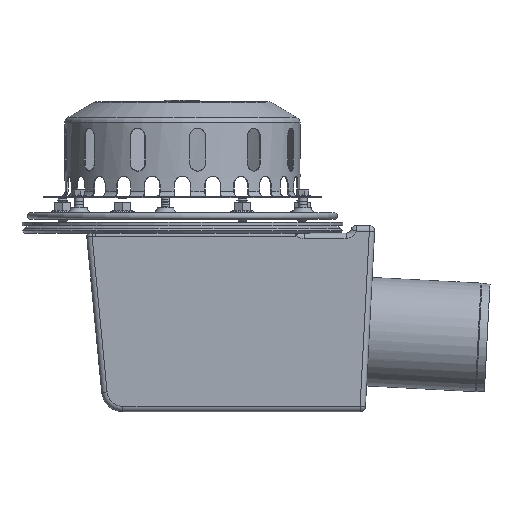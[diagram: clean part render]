
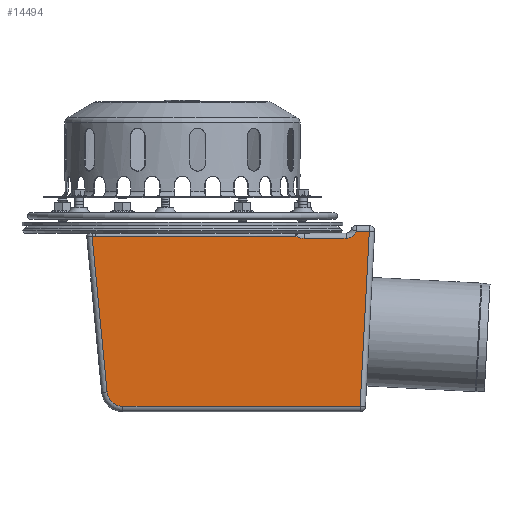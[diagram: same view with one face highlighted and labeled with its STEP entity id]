
A CAD part, front view. The second image highlights one B-rep face of the part: STEP entity #14494.
In plain terms, the highlighted planar face has unit normal (0, -1, 0).
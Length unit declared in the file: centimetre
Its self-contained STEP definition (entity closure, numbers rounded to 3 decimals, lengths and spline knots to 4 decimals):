
#166=B_SPLINE_CURVE_WITH_KNOTS('',3,(#23346,#23347,#23348,#23349,#23350),
 .UNSPECIFIED.,.F.,.F.,(4,1,4),(0.,3.4007,7.9349),
 .UNSPECIFIED.);
#1177=PLANE('',#15796);
#1736=FACE_OUTER_BOUND('',#2691,.T.);
#2691=EDGE_LOOP('',(#10948,#10949,#10950,#10951,#10952,#10953,#10954,#10955,
#10956,#10957,#10958,#10959,#10960,#10961,#10962));
#3510=LINE('',#23297,#4350);
#3511=LINE('',#23301,#4351);
#3512=LINE('',#23312,#4352);
#3513=LINE('',#23314,#4353);
#3520=LINE('',#23332,#4360);
#3521=LINE('',#23336,#4361);
#3522=LINE('',#23338,#4362);
#3523=LINE('',#23340,#4363);
#3524=LINE('',#23344,#4364);
#3525=LINE('',#23351,#4365);
#3526=LINE('',#23353,#4366);
#3527=LINE('',#23354,#4367);
#4350=VECTOR('',#18592,1.);
#4351=VECTOR('',#18597,1.);
#4352=VECTOR('',#18600,1.);
#4353=VECTOR('',#18601,1.);
#4360=VECTOR('',#18618,1.);
#4361=VECTOR('',#18621,1.);
#4362=VECTOR('',#18622,1.);
#4363=VECTOR('',#18623,1.);
#4364=VECTOR('',#18626,1.);
#4365=VECTOR('',#18627,1.);
#4366=VECTOR('',#18628,1.);
#4367=VECTOR('',#18629,1.);
#5298=CIRCLE('',#15797,15.);
#5299=CIRCLE('',#15798,10.);
#6216=VERTEX_POINT('',#23293);
#6217=VERTEX_POINT('',#23295);
#6218=VERTEX_POINT('',#23299);
#6219=VERTEX_POINT('',#23308);
#6221=VERTEX_POINT('',#23311);
#6222=VERTEX_POINT('',#23313);
#6228=VERTEX_POINT('',#23331);
#6229=VERTEX_POINT('',#23333);
#6230=VERTEX_POINT('',#23335);
#6231=VERTEX_POINT('',#23337);
#6232=VERTEX_POINT('',#23339);
#6233=VERTEX_POINT('',#23341);
#6234=VERTEX_POINT('',#23343);
#6235=VERTEX_POINT('',#23345);
#6236=VERTEX_POINT('',#23352);
#7926=EDGE_CURVE('',#6217,#6216,#3510,.T.);
#7928=EDGE_CURVE('',#6218,#6217,#3511,.T.);
#7930=EDGE_CURVE('',#6221,#6219,#3512,.T.);
#7931=EDGE_CURVE('',#6222,#6221,#3513,.T.);
#7940=EDGE_CURVE('',#6228,#6218,#3520,.T.);
#7941=EDGE_CURVE('',#6229,#6228,#5298,.T.);
#7942=EDGE_CURVE('',#6230,#6229,#3521,.T.);
#7943=EDGE_CURVE('',#6231,#6230,#3522,.T.);
#7944=EDGE_CURVE('',#6232,#6231,#3523,.T.);
#7945=EDGE_CURVE('',#6233,#6232,#5299,.T.);
#7946=EDGE_CURVE('',#6234,#6233,#3524,.T.);
#7947=EDGE_CURVE('',#6235,#6234,#166,.T.);
#7948=EDGE_CURVE('',#6222,#6235,#3525,.T.);
#7949=EDGE_CURVE('',#6236,#6219,#3526,.T.);
#7950=EDGE_CURVE('',#6216,#6236,#3527,.T.);
#10948=ORIENTED_EDGE('',*,*,#7940,.F.);
#10949=ORIENTED_EDGE('',*,*,#7941,.F.);
#10950=ORIENTED_EDGE('',*,*,#7942,.F.);
#10951=ORIENTED_EDGE('',*,*,#7943,.F.);
#10952=ORIENTED_EDGE('',*,*,#7944,.F.);
#10953=ORIENTED_EDGE('',*,*,#7945,.F.);
#10954=ORIENTED_EDGE('',*,*,#7946,.F.);
#10955=ORIENTED_EDGE('',*,*,#7947,.F.);
#10956=ORIENTED_EDGE('',*,*,#7948,.F.);
#10957=ORIENTED_EDGE('',*,*,#7931,.T.);
#10958=ORIENTED_EDGE('',*,*,#7930,.T.);
#10959=ORIENTED_EDGE('',*,*,#7949,.F.);
#10960=ORIENTED_EDGE('',*,*,#7950,.F.);
#10961=ORIENTED_EDGE('',*,*,#7926,.F.);
#10962=ORIENTED_EDGE('',*,*,#7928,.F.);
#14494=ADVANCED_FACE('',(#1736),#1177,.T.);
#15796=AXIS2_PLACEMENT_3D('',#23330,#18616,#18617);
#15797=AXIS2_PLACEMENT_3D('',#23334,#18619,#18620);
#15798=AXIS2_PLACEMENT_3D('',#23342,#18624,#18625);
#18592=DIRECTION('',(-0.052,0.,0.999));
#18597=DIRECTION('',(-0.999,0.,-0.052));
#18600=DIRECTION('',(-0.096,0.,0.995));
#18601=DIRECTION('',(-0.999,0.,-0.052));
#18616=DIRECTION('center_axis',(0.,-1.,0.));
#18617=DIRECTION('ref_axis',(1.,0.,0.));
#18618=DIRECTION('',(-0.096,0.,0.995));
#18619=DIRECTION('center_axis',(0.,1.,0.));
#18620=DIRECTION('ref_axis',(0.901,0.,0.434));
#18621=DIRECTION('',(-1.,0.,0.));
#18622=DIRECTION('',(-0.052,0.,-0.999));
#18623=DIRECTION('',(1.,0.,0.));
#18624=DIRECTION('center_axis',(0.,-1.,0.));
#18625=DIRECTION('ref_axis',(0.592,0.,-0.806));
#18626=DIRECTION('',(1.,0.,0.));
#18627=DIRECTION('',(1.,0.,0.));
#18628=DIRECTION('',(1.,0.,0.));
#18629=DIRECTION('',(-0.096,0.,0.995));
#23293=CARTESIAN_POINT('',(-84.4376,-90.,79.3995));
#23295=CARTESIAN_POINT('',(-84.3968,-90.,78.6216));
#23297=CARTESIAN_POINT('',(-84.3968,-90.,78.6216));
#23299=CARTESIAN_POINT('',(-84.3628,-90.,78.6234));
#23301=CARTESIAN_POINT('',(-81.4009,-90.,78.7786));
#23308=CARTESIAN_POINT('',(-81.5186,-90.,80.0004));
#23311=CARTESIAN_POINT('',(-81.5183,-90.,79.9976));
#23312=CARTESIAN_POINT('',(-65.7272,-90.,-83.9996));
#23313=CARTESIAN_POINT('',(-81.4649,-90.,80.0004));
#23314=CARTESIAN_POINT('',(-81.4649,-90.,80.0004));
#23330=CARTESIAN_POINT('Origin',(46.4663,-90.,3.3735));
#23331=CARTESIAN_POINT('',(-70.4914,-90.,-65.4373));
#23332=CARTESIAN_POINT('',(-80.5024,-90.,38.5314));
#23333=CARTESIAN_POINT('',(-55.5604,-90.,-78.9996));
#23334=CARTESIAN_POINT('Origin',(-55.5604,-90.,-63.9996));
#23335=CARTESIAN_POINT('',(166.1362,-90.,-78.9996));
#23336=CARTESIAN_POINT('',(-55.881,-90.,-78.9996));
#23337=CARTESIAN_POINT('',(174.7311,-90.,85.0004));
#23338=CARTESIAN_POINT('',(168.0008,-90.,-43.4222));
#23339=CARTESIAN_POINT('',(162.5394,-90.,85.0004));
#23340=CARTESIAN_POINT('',(113.2331,-90.,85.0004));
#23341=CARTESIAN_POINT('',(153.,-90.,78.0004));
#23342=CARTESIAN_POINT('Origin',(153.,-90.,88.0004));
#23343=CARTESIAN_POINT('',(113.7497,-90.,78.0004));
#23344=CARTESIAN_POINT('',(23.2331,-90.,78.0004));
#23345=CARTESIAN_POINT('',(106.165,-90.,80.0004));
#23346=CARTESIAN_POINT('Ctrl Pts',(106.165,-90.,80.0004));
#23347=CARTESIAN_POINT('Ctrl Pts',(107.1432,-90.,79.4277));
#23348=CARTESIAN_POINT('Ctrl Pts',(109.5928,-90.,78.383));
#23349=CARTESIAN_POINT('Ctrl Pts',(112.2383,-90.,78.0004));
#23350=CARTESIAN_POINT('Ctrl Pts',(113.7497,-90.,78.0004));
#23351=CARTESIAN_POINT('',(102.2331,-90.,80.0004));
#23352=CARTESIAN_POINT('',(-84.4954,-90.,80.0004));
#23353=CARTESIAN_POINT('',(-17.7669,-90.,80.0004));
#23354=CARTESIAN_POINT('',(-80.5024,-90.,38.5314));
